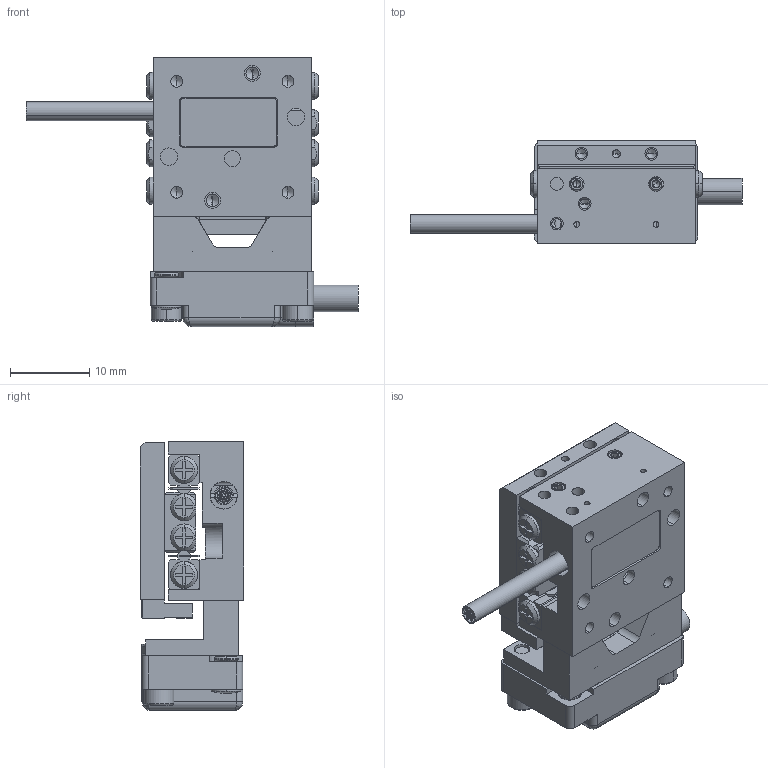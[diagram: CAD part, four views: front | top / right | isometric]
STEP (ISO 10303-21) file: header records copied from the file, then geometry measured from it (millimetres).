
FILE_DESCRIPTION (( 'STEP AP214' ), '1' );
FILE_NAME ('PPS-20-112X9.STEP', '2023-07-18T18:50:57', ( '' ), ( '' ), 'SwSTEP 2.0', 'SolidWorks 2023', '' );
FILE_SCHEMA (( 'AUTOMOTIVE_DESIGN' ));
Length unit declared in the file: millimetre
Products named in the file (17): PPS-20-112X9; PPS-20, Carriage, Master Part_20mm; 130160 Bearing, NB, Slide Way, SVW 1000_SVW 1020-6Z Custom (Rigid at Center); NB Slide Way SVW 1000 Rail_SVW 1020; SCREW, MS-PFH, M-DIN_M2 x 0.4 x 05mm; 430413 PPS-20, Encoder Bracket, M3500; SCREW, SHCS-S, M-DIN_M1.6 x 0.35 x 06mm; PPS-20, Back Cover, Master Part; SCREW, SHCS-S, M-DIN_M2 x 0.4 x 06mm; NB Slide Way SVW 1000 Center Way_SVW 1020; SCREW, MS-PPH, M-JCIS_M1.6 x 0.35 x 4mm; Set Screw, Cup-H, E-ASME_E1-72 x 1''16; PPS-20, Base, Master Part_L20, No Ears ; NB Slide Way SVW 1000 Cage_SVW 1020-6Z Custom; TFC-421 Silver Braided Cable_L5; PPS-20, Scale Bracket, Mercury, Master Part_20mm; 110060 Encoder Head, M3500V, Vacuum_Atmospheric
Assembly tree (27 placements, depth 3):
  PPS-20-112X9
    PPS-20, Base, Master Part_L20, No Ears 
    PPS-20, Back Cover, Master Part
    TFC-421 Silver Braided Cable_L5
    PPS-20, Carriage, Master Part_20mm
    SCREW, MS-PFH, M-DIN_M2 x 0.4 x 05mm  x2
    130160 Bearing, NB, Slide Way, SVW 1000_SVW 1020-6Z Custom (Rigid at Center)
      NB Slide Way SVW 1000 Rail_SVW 1020  x2
      NB Slide Way SVW 1000 Center Way_SVW 1020
      NB Slide Way SVW 1000 Cage_SVW 1020-6Z Custom  x2
    Set Screw, Cup-H, E-ASME_E1-72 x 1''16  x2
    SCREW, MS-PPH, M-JCIS_M1.6 x 0.35 x 4mm  x6
    110060 Encoder Head, M3500V, Vacuum_Atmospheric
    430413 PPS-20, Encoder Bracket, M3500
    PPS-20, Scale Bracket, Mercury, Master Part_20mm
    SCREW, SHCS-S, M-DIN_M1.6 x 0.35 x 06mm  x2
    SCREW, SHCS-S, M-DIN_M2 x 0.4 x 06mm  x2
Bounding box: 41.82 x 13 x 33.91 mm (x, y, z)
Volume: 6407.2 mm3; surface area: 9082.8 mm2
Topology: 39 solids, 39 shells, 1316 faces, 3222 edges, 2001 vertices
Faces by surface type: plane 621, cylinder 398, cone 179, torus 88, bspline 30
Entity records: 51404 total; most frequent: CARTESIAN_POINT 28731, DIRECTION 4674, ORIENTED_EDGE 4492, EDGE_CURVE 2246, AXIS2_PLACEMENT_3D 1708, VERTEX_POINT 1429, VECTOR 1258, LINE 1258
